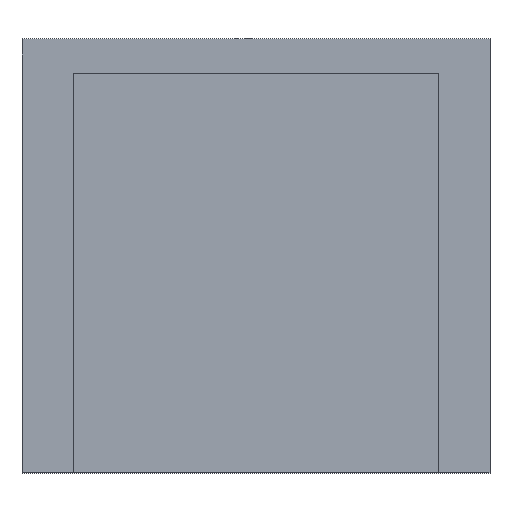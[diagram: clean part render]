
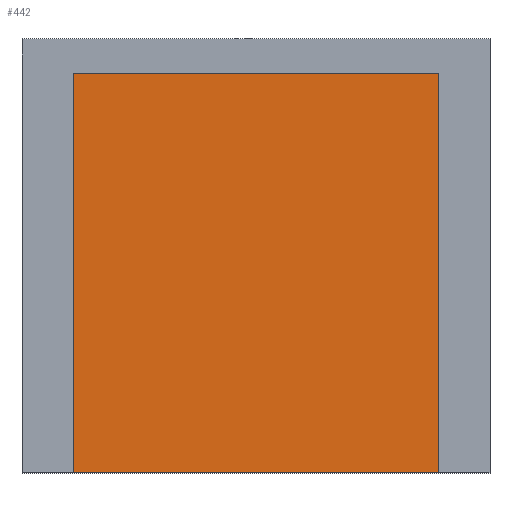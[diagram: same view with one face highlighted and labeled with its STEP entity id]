
A CAD part, top view. The second image highlights one B-rep face of the part: STEP entity #442.
In plain terms, the highlighted planar face has unit normal (0, 0, 1).
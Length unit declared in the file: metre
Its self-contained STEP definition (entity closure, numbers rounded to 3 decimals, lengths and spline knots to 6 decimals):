
#37=ORIENTED_EDGE('',*,*,#161,.F.);
#38=ORIENTED_EDGE('',*,*,#151,.F.);
#39=ORIENTED_EDGE('',*,*,#162,.T.);
#40=ORIENTED_EDGE('',*,*,#163,.T.);
#151=EDGE_CURVE('',#213,#214,#256,.T.);
#161=EDGE_CURVE('',#214,#223,#266,.T.);
#162=EDGE_CURVE('',#213,#224,#267,.T.);
#163=EDGE_CURVE('',#224,#223,#268,.T.);
#213=VERTEX_POINT('',#640);
#214=VERTEX_POINT('',#642);
#223=VERTEX_POINT('',#662);
#224=VERTEX_POINT('',#664);
#256=LINE('',#641,#316);
#266=LINE('',#661,#326);
#267=LINE('',#663,#327);
#268=LINE('',#665,#328);
#316=VECTOR('',#518,1.);
#326=VECTOR('',#530,1.);
#327=VECTOR('',#531,1.);
#328=VECTOR('',#532,1.);
#367=EDGE_LOOP('',(#37,#38,#39,#40));
#393=FACE_BOUND('',#367,.T.);
#420=PLANE('',#479);
#442=ADVANCED_FACE('',(#393),#420,.T.);
#479=AXIS2_PLACEMENT_3D('',#660,#528,#529);
#518=DIRECTION('',(-1.,0.,0.));
#528=DIRECTION('',(0.,0.,1.));
#529=DIRECTION('',(1.,0.,0.));
#530=DIRECTION('',(0.,1.,0.));
#531=DIRECTION('',(0.,1.,0.));
#532=DIRECTION('',(-1.,0.,0.));
#640=CARTESIAN_POINT('',(0.0127,-0.01,0.002));
#641=CARTESIAN_POINT('',(0.,-0.01,0.002));
#642=CARTESIAN_POINT('',(-0.0127,-0.01,0.002));
#660=CARTESIAN_POINT('',(0.,0.0027,0.002));
#661=CARTESIAN_POINT('',(-0.0127,0.006,0.002));
#662=CARTESIAN_POINT('',(-0.0127,0.0144,0.002));
#663=CARTESIAN_POINT('',(0.0127,0.0132,0.002));
#664=CARTESIAN_POINT('',(0.0127,0.0144,0.002));
#665=CARTESIAN_POINT('',(0.,0.0144,0.002));
